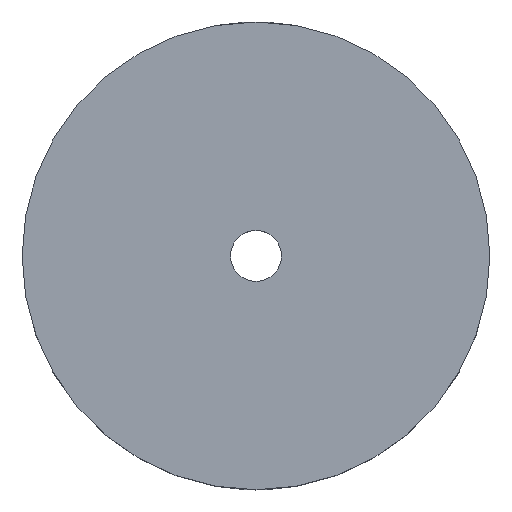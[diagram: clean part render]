
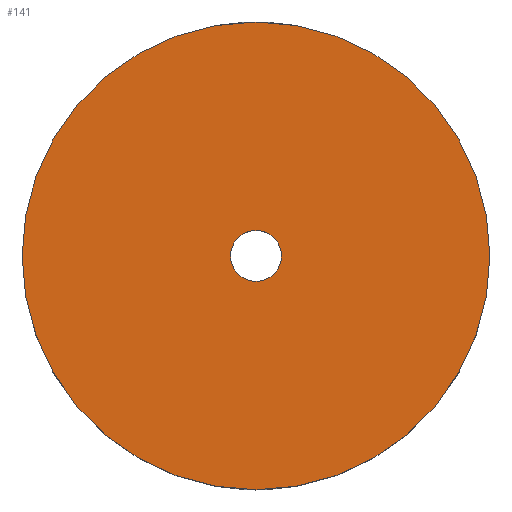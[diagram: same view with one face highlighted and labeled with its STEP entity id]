
A CAD part, top view. The second image highlights one B-rep face of the part: STEP entity #141.
In plain terms, the highlighted planar face has unit normal (0, 0, 1).
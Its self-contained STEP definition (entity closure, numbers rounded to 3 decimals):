
#17 = DIRECTION ( 'NONE',  ( 0., 0., 1. ) ) ;
#21 = DIRECTION ( 'NONE',  ( 0., 0., 1. ) ) ;
#52 = ORIENTED_EDGE ( 'NONE', *, *, #99, .T. ) ;
#53 = CIRCLE ( 'NONE', #481, 23. ) ;
#69 = AXIS2_PLACEMENT_3D ( 'NONE', #605, #21, #73 ) ;
#73 = DIRECTION ( 'NONE',  ( 1., 0., 0. ) ) ;
#87 = DIRECTION ( 'NONE',  ( 0., 0., 1. ) ) ;
#90 = CARTESIAN_POINT ( 'NONE',  ( -2.5, 0., 16. ) ) ;
#99 = EDGE_CURVE ( 'NONE', #291, #112, #53, .T. ) ;
#103 = CIRCLE ( 'NONE', #69, 2.5 ) ;
#112 = VERTEX_POINT ( 'NONE', #511 ) ;
#125 = DIRECTION ( 'NONE',  ( 0., 0., 1. ) ) ;
#136 = CIRCLE ( 'NONE', #218, 2.5 ) ;
#141 = ADVANCED_FACE ( 'NONE', ( #514, #298 ), #358, .T. ) ;
#147 = CARTESIAN_POINT ( 'NONE',  ( 2.5, 0., 16. ) ) ;
#159 = VERTEX_POINT ( 'NONE', #90 ) ;
#170 = CIRCLE ( 'NONE', #230, 23. ) ;
#182 = ORIENTED_EDGE ( 'NONE', *, *, #324, .F. ) ;
#195 = AXIS2_PLACEMENT_3D ( 'NONE', #570, #87, #304 ) ;
#210 = EDGE_LOOP ( 'NONE', ( #52, #646 ) ) ;
#218 = AXIS2_PLACEMENT_3D ( 'NONE', #606, #125, #493 ) ;
#230 = AXIS2_PLACEMENT_3D ( 'NONE', #584, #476, #467 ) ;
#234 = ORIENTED_EDGE ( 'NONE', *, *, #578, .F. ) ;
#278 = VERTEX_POINT ( 'NONE', #147 ) ;
#291 = VERTEX_POINT ( 'NONE', #485 ) ;
#298 = FACE_OUTER_BOUND ( 'NONE', #210, .T. ) ;
#302 = DIRECTION ( 'NONE',  ( 1., 0., 0. ) ) ;
#304 = DIRECTION ( 'NONE',  ( 1., 0., 0. ) ) ;
#324 = EDGE_CURVE ( 'NONE', #159, #278, #136, .T. ) ;
#358 = PLANE ( 'NONE',  #195 ) ;
#371 = EDGE_LOOP ( 'NONE', ( #234, #182 ) ) ;
#467 = DIRECTION ( 'NONE',  ( 1., 0., 0. ) ) ;
#476 = DIRECTION ( 'NONE',  ( 0., 0., 1. ) ) ;
#481 = AXIS2_PLACEMENT_3D ( 'NONE', #563, #17, #302 ) ;
#485 = CARTESIAN_POINT ( 'NONE',  ( -23., 0., 16. ) ) ;
#493 = DIRECTION ( 'NONE',  ( 1., 0., 0. ) ) ;
#511 = CARTESIAN_POINT ( 'NONE',  ( 23., 0., 16. ) ) ;
#514 = FACE_BOUND ( 'NONE', #371, .T. ) ;
#532 = EDGE_CURVE ( 'NONE', #112, #291, #170, .T. ) ;
#563 = CARTESIAN_POINT ( 'NONE',  ( 0., 0., 16. ) ) ;
#570 = CARTESIAN_POINT ( 'NONE',  ( 0., 0., 16. ) ) ;
#578 = EDGE_CURVE ( 'NONE', #278, #159, #103, .T. ) ;
#584 = CARTESIAN_POINT ( 'NONE',  ( 0., 0., 16. ) ) ;
#605 = CARTESIAN_POINT ( 'NONE',  ( 0., 0., 16. ) ) ;
#606 = CARTESIAN_POINT ( 'NONE',  ( 0., 0., 16. ) ) ;
#646 = ORIENTED_EDGE ( 'NONE', *, *, #532, .T. ) ;
